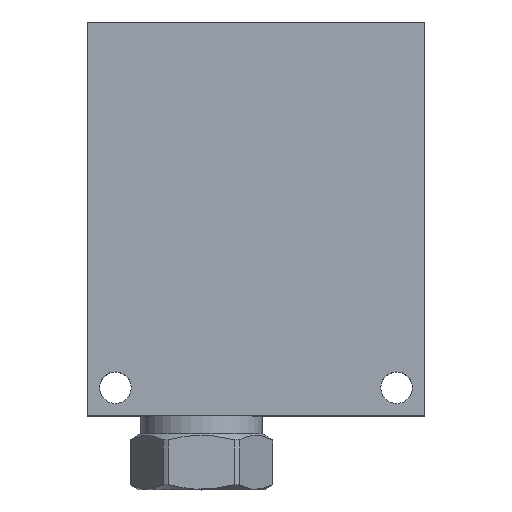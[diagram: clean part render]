
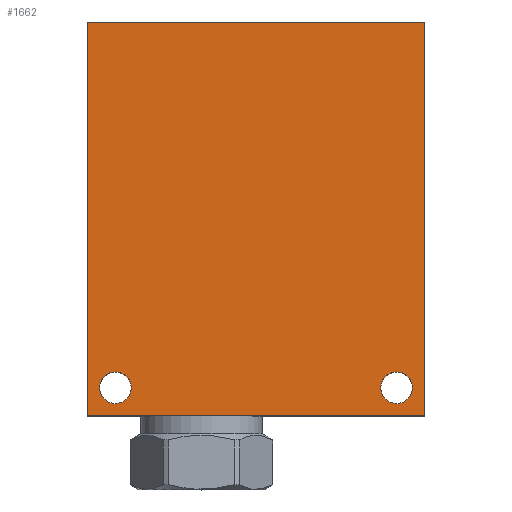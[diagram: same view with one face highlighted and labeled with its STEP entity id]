
A CAD part, top view. The second image highlights one B-rep face of the part: STEP entity #1662.
In plain terms, the highlighted planar face has unit normal (0, 0, 1).
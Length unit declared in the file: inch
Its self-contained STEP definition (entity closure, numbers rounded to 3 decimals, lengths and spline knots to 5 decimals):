
#93=DIRECTION('',(0.,-1.,0.));
#94=VECTOR('',#93,3.5);
#95=CARTESIAN_POINT('',(0.,0.,1.5));
#96=LINE('',#95,#94);
#97=DIRECTION('',(-1.,0.,0.));
#98=VECTOR('',#97,3.);
#99=CARTESIAN_POINT('',(3.,0.,1.5));
#100=LINE('',#99,#98);
#101=DIRECTION('',(0.,1.,0.));
#102=VECTOR('',#101,3.5);
#103=CARTESIAN_POINT('',(3.,-3.5,1.5));
#104=LINE('',#103,#102);
#105=DIRECTION('',(1.,0.,0.));
#106=VECTOR('',#105,3.);
#107=CARTESIAN_POINT('',(0.,-3.5,1.5));
#108=LINE('',#107,#106);
#109=CARTESIAN_POINT('',(0.25,-3.25,1.5));
#110=DIRECTION('',(0.,0.,1.));
#111=DIRECTION('',(0.,1.,0.));
#112=AXIS2_PLACEMENT_3D('',#109,#110,#111);
#114=CARTESIAN_POINT('',(0.25,-3.25,1.5));
#115=DIRECTION('',(0.,0.,1.));
#116=DIRECTION('',(0.,-1.,0.));
#117=AXIS2_PLACEMENT_3D('',#114,#115,#116);
#119=CARTESIAN_POINT('',(2.75,-3.25,1.5));
#120=DIRECTION('',(0.,0.,1.));
#121=DIRECTION('',(0.,1.,0.));
#122=AXIS2_PLACEMENT_3D('',#119,#120,#121);
#124=CARTESIAN_POINT('',(2.75,-3.25,1.5));
#125=DIRECTION('',(0.,0.,1.));
#126=DIRECTION('',(0.,-1.,0.));
#127=AXIS2_PLACEMENT_3D('',#124,#125,#126);
#1369=CARTESIAN_POINT('',(0.,0.,1.5));
#1370=CARTESIAN_POINT('',(0.,-3.5,1.5));
#1371=VERTEX_POINT('',#1369);
#1372=VERTEX_POINT('',#1370);
#1373=CARTESIAN_POINT('',(3.,-3.5,1.5));
#1374=VERTEX_POINT('',#1373);
#1375=CARTESIAN_POINT('',(3.,0.,1.5));
#1376=VERTEX_POINT('',#1375);
#1381=CARTESIAN_POINT('',(0.25,-3.1095,1.5));
#1382=CARTESIAN_POINT('',(0.25,-3.3905,1.5));
#1383=VERTEX_POINT('',#1381);
#1384=VERTEX_POINT('',#1382);
#1389=CARTESIAN_POINT('',(2.75,-3.1095,1.5));
#1390=CARTESIAN_POINT('',(2.75,-3.3905,1.5));
#1391=VERTEX_POINT('',#1389);
#1392=VERTEX_POINT('',#1390);
#1639=CARTESIAN_POINT('',(0.,0.,1.5));
#1640=DIRECTION('',(0.,0.,1.));
#1641=DIRECTION('',(1.,0.,0.));
#1642=AXIS2_PLACEMENT_3D('',#1639,#1640,#1641);
#1643=PLANE('',#1642);
#1644=ORIENTED_EDGE('',*,*,#1567,.F.);
#1645=ORIENTED_EDGE('',*,*,#1588,.F.);
#1646=ORIENTED_EDGE('',*,*,#1608,.F.);
#1647=ORIENTED_EDGE('',*,*,#1627,.F.);
#1648=EDGE_LOOP('',(#1644,#1645,#1646,#1647));
#1649=FACE_OUTER_BOUND('',#1648,.F.);
#1651=ORIENTED_EDGE('',*,*,#1650,.T.);
#1653=ORIENTED_EDGE('',*,*,#1652,.T.);
#1654=EDGE_LOOP('',(#1651,#1653));
#1655=FACE_BOUND('',#1654,.F.);
#1657=ORIENTED_EDGE('',*,*,#1656,.T.);
#1659=ORIENTED_EDGE('',*,*,#1658,.T.);
#1660=EDGE_LOOP('',(#1657,#1659));
#1661=FACE_BOUND('',#1660,.F.);
#1662=ADVANCED_FACE('',(#1649,#1655,#1661),#1643,.T.);
#113=CIRCLE('',#112,0.1405);
#118=CIRCLE('',#117,0.1405);
#123=CIRCLE('',#122,0.1405);
#128=CIRCLE('',#127,0.1405);
#1567=EDGE_CURVE('',#1371,#1372,#96,.T.);
#1588=EDGE_CURVE('',#1376,#1371,#100,.T.);
#1608=EDGE_CURVE('',#1374,#1376,#104,.T.);
#1627=EDGE_CURVE('',#1372,#1374,#108,.T.);
#1650=EDGE_CURVE('',#1383,#1384,#113,.T.);
#1652=EDGE_CURVE('',#1384,#1383,#118,.T.);
#1656=EDGE_CURVE('',#1391,#1392,#123,.T.);
#1658=EDGE_CURVE('',#1392,#1391,#128,.T.);
